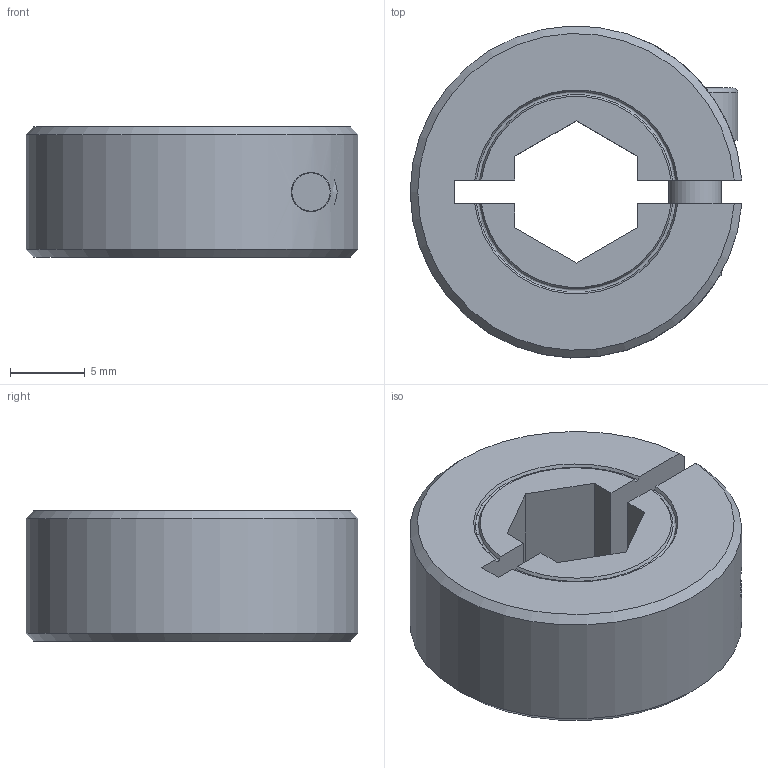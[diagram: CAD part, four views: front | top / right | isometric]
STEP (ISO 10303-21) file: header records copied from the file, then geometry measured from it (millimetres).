
FILE_DESCRIPTION(/* description */ (''),/* implementation_level */ '2;1');
FILE_NAME(/* name */ 'MISC_ShaftCollar_CL-6HX-A.iam.stp',/* time_stamp */ '2016-01-07T16:50:38-08:00',/* author */ ('Autodesk Inc.'),/* organization */ ('Autodesk Inc.'),/* preprocessor_version */ 'ST-DEVELOPER v16.1',/* originating_system */ 'Autodesk Inventor 2016',/* authorisation */ '');
FILE_SCHEMA (('AUTOMOTIVE_DESIGN { 1 0 10303 214 3 1 1 }'));
Products named in the file (3): MISC_ShaftCollar_CL-6HX-A; ANSI B18.3 - 6-32 UNC - 0.375(31); MISC_ShaftCollar_CL-6HX-A_1
Assembly tree (2 placements, depth 2):
  MISC_ShaftCollar_CL-6HX-A_1
    MISC_ShaftCollar_CL-6HX-A
    ANSI B18.3 - 6-32 UNC - 0.375(31)
Bounding box: 22.2 x 22.21 x 8.71 mm (x, y, z)
Volume: 2669.8 mm3; surface area: 1951.2 mm2
Topology: 2 solids, 2 shells, 45 faces, 116 edges, 77 vertices
Faces by surface type: plane 27, cone 8, cylinder 6, torus 4
Full cylindrical faces by diameter (mm): 2.642 x1, 3.505 x1, 3.797 x1, 5.74 x1
Entity records: 1479 total; most frequent: CARTESIAN_POINT 391, ORIENTED_EDGE 212, DIRECTION 203, EDGE_CURVE 106, VERTEX_POINT 75, AXIS2_PLACEMENT_3D 73, EDGE_LOOP 59, LINE 57
